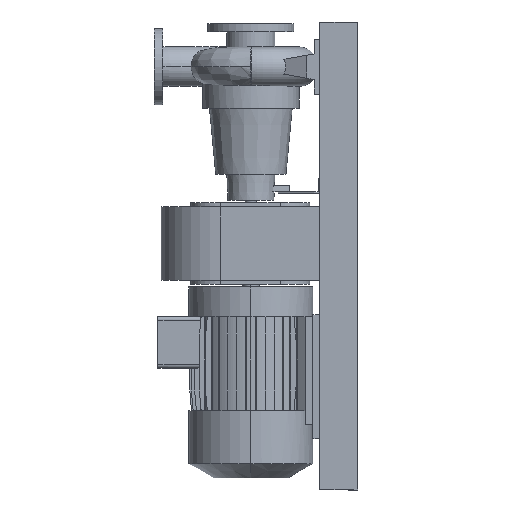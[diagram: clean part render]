
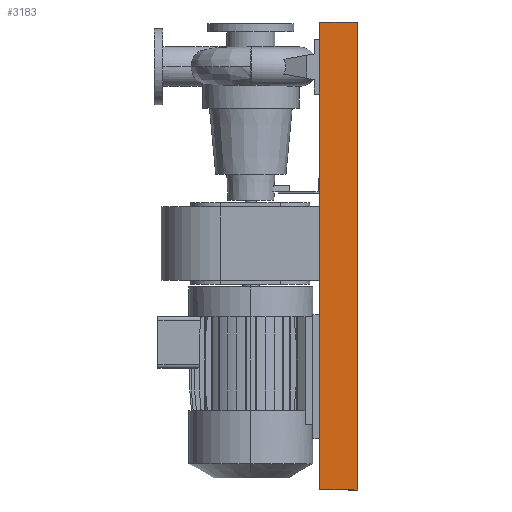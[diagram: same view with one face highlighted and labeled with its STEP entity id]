
A CAD part, left-side view. The second image highlights one B-rep face of the part: STEP entity #3183.
In plain terms, the highlighted planar face has unit normal (-1, 0, 0).
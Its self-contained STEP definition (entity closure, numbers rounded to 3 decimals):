
#116 = DIRECTION ( 'NONE',  ( 0., 0., 1. ) ) ;
#746 = EDGE_LOOP ( 'NONE', ( #16006, #7452, #6945, #15911 ) ) ;
#1389 = VERTEX_POINT ( 'NONE', #13964 ) ;
#2320 = DIRECTION ( 'NONE',  ( 0., 0., 1. ) ) ;
#2945 = EDGE_CURVE ( 'NONE', #7245, #10107, #12200, .T. ) ;
#3067 = CARTESIAN_POINT ( 'NONE',  ( -200., -55., -680. ) ) ;
#3183 = ADVANCED_FACE ( 'NONE', ( #4099 ), #19998, .T. ) ;
#3278 = LINE ( 'NONE', #17610, #6786 ) ;
#3336 = AXIS2_PLACEMENT_3D ( 'NONE', #7421, #8592, #2320 ) ;
#4099 = FACE_OUTER_BOUND ( 'NONE', #746, .T. ) ;
#5318 = EDGE_CURVE ( 'NONE', #14957, #1389, #3278, .T. ) ;
#6786 = VECTOR ( 'NONE', #116, 1000. ) ;
#6945 = ORIENTED_EDGE ( 'NONE', *, *, #7242, .T. ) ;
#7242 = EDGE_CURVE ( 'NONE', #14957, #7245, #18209, .T. ) ;
#7245 = VERTEX_POINT ( 'NONE', #13399 ) ;
#7421 = CARTESIAN_POINT ( 'NONE',  ( -200., -55., -680. ) ) ;
#7434 = CARTESIAN_POINT ( 'NONE',  ( -200., -55., 680. ) ) ;
#7452 = ORIENTED_EDGE ( 'NONE', *, *, #5318, .F. ) ;
#8592 = DIRECTION ( 'NONE',  ( -1., 0., 0. ) ) ;
#10107 = VERTEX_POINT ( 'NONE', #11793 ) ;
#11623 = CARTESIAN_POINT ( 'NONE',  ( -200., -55., -680. ) ) ;
#11793 = CARTESIAN_POINT ( 'NONE',  ( -200., -55., 680. ) ) ;
#12169 = VECTOR ( 'NONE', #18308, 1000. ) ;
#12200 = LINE ( 'NONE', #3067, #14027 ) ;
#12379 = LINE ( 'NONE', #7434, #13669 ) ;
#13399 = CARTESIAN_POINT ( 'NONE',  ( -200., -55., -680. ) ) ;
#13669 = VECTOR ( 'NONE', #18864, 1000. ) ;
#13964 = CARTESIAN_POINT ( 'NONE',  ( -200., 55., 680. ) ) ;
#14027 = VECTOR ( 'NONE', #14367, 1000. ) ;
#14367 = DIRECTION ( 'NONE',  ( 0., 0., 1. ) ) ;
#14957 = VERTEX_POINT ( 'NONE', #18988 ) ;
#15730 = EDGE_CURVE ( 'NONE', #1389, #10107, #12379, .T. ) ;
#15911 = ORIENTED_EDGE ( 'NONE', *, *, #2945, .T. ) ;
#16006 = ORIENTED_EDGE ( 'NONE', *, *, #15730, .F. ) ;
#17610 = CARTESIAN_POINT ( 'NONE',  ( -200., 55., -680. ) ) ;
#18209 = LINE ( 'NONE', #11623, #12169 ) ;
#18308 = DIRECTION ( 'NONE',  ( 0., -1., 0. ) ) ;
#18864 = DIRECTION ( 'NONE',  ( 0., -1., 0. ) ) ;
#18988 = CARTESIAN_POINT ( 'NONE',  ( -200., 55., -680. ) ) ;
#19998 = PLANE ( 'NONE',  #3336 ) ;
